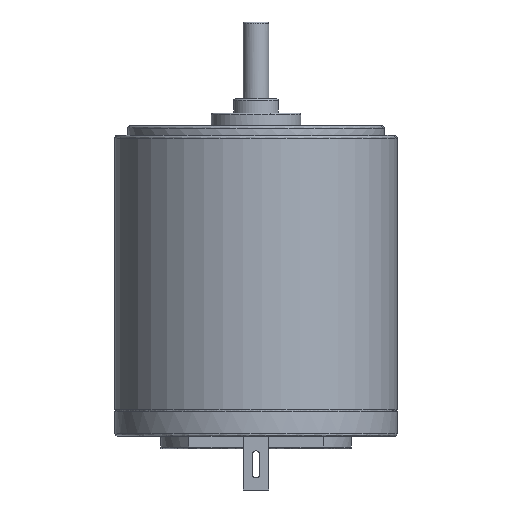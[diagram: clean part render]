
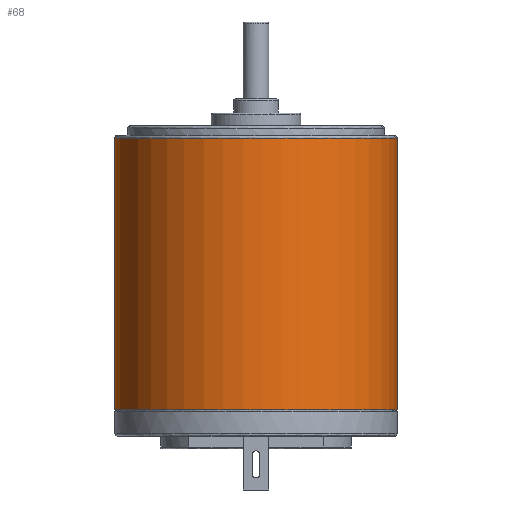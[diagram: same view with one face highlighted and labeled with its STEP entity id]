
A CAD part, front view. The second image highlights one B-rep face of the part: STEP entity #68.
In plain terms, the highlighted free-form (B-spline) face has degree [2, 1] with [5, 2] control points.
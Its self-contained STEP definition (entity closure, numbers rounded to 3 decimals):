
#68=ADVANCED_FACE('',(#151),#1007,.T.);
#151=FACE_OUTER_BOUND('',#244,.T.);
#244=EDGE_LOOP('',(#451,#452,#453,#454));
#451=ORIENTED_EDGE('',*,*,#754,.F.);
#452=ORIENTED_EDGE('',*,*,#750,.F.);
#453=ORIENTED_EDGE('',*,*,#753,.T.);
#454=ORIENTED_EDGE('',*,*,#752,.F.);
#750=EDGE_CURVE('',#911,#910,#1080,.T.);
#752=EDGE_CURVE('',#909,#912,#1081,.T.);
#753=EDGE_CURVE('',#911,#912,#1214,.T.);
#754=EDGE_CURVE('',#910,#909,#1215,.T.);
#909=VERTEX_POINT('',#2857);
#910=VERTEX_POINT('',#2858);
#911=VERTEX_POINT('',#2859);
#912=VERTEX_POINT('',#2860);
#1007=(
BOUNDED_SURFACE()
B_SPLINE_SURFACE(2,1,((#2436,#2437),(#2438,#2439),(#2440,#2441),(#2442,#2443),
(#2444,#2445)),.UNSPECIFIED.,.F.,.F.,.F.)
B_SPLINE_SURFACE_WITH_KNOTS((3,2,3),(2,2),(1.571,3.142,
4.712),(2.118,23.293),.UNSPECIFIED.)
GEOMETRIC_REPRESENTATION_ITEM()
RATIONAL_B_SPLINE_SURFACE(((1.,1.),(0.707,0.707),
(1.,1.),(0.707,0.707),(1.,1.)))
REPRESENTATION_ITEM('')
SURFACE()
);
#1080=B_SPLINE_CURVE_WITH_KNOTS('',1,(#1678,#1679),.UNSPECIFIED.,.F.,.F.,
(2,2),(-21.175,0.),.UNSPECIFIED.);
#1081=B_SPLINE_CURVE_WITH_KNOTS('',1,(#1685,#1686),.UNSPECIFIED.,.F.,.F.,
(2,2),(0.,21.175),.UNSPECIFIED.);
#1214=(
BOUNDED_CURVE()
B_SPLINE_CURVE(2,(#1687,#1688,#1689,#1690,#1691),.UNSPECIFIED.,.F.,.F.)
B_SPLINE_CURVE_WITH_KNOTS((3,2,3),(0.,17.279,34.558),
.UNSPECIFIED.)
CURVE()
GEOMETRIC_REPRESENTATION_ITEM()
RATIONAL_B_SPLINE_CURVE((1.,0.707,1.,0.707,1.))
REPRESENTATION_ITEM('')
);
#1215=(
BOUNDED_CURVE()
B_SPLINE_CURVE(2,(#1692,#1693,#1694,#1695,#1696),.UNSPECIFIED.,.F.,.F.)
B_SPLINE_CURVE_WITH_KNOTS((3,2,3),(-34.558,-17.279,0.),
.UNSPECIFIED.)
CURVE()
GEOMETRIC_REPRESENTATION_ITEM()
RATIONAL_B_SPLINE_CURVE((1.,0.707,1.,0.707,1.))
REPRESENTATION_ITEM('')
);
#1678=CARTESIAN_POINT('',(-11.,0.,-24.575));
#1679=CARTESIAN_POINT('',(-11.,0.,-3.4));
#1685=CARTESIAN_POINT('',(11.,0.,-3.4));
#1686=CARTESIAN_POINT('',(11.,0.,-24.575));
#1687=CARTESIAN_POINT('',(-11.,0.,-24.575));
#1688=CARTESIAN_POINT('',(-11.,-11.,-24.575));
#1689=CARTESIAN_POINT('',(0.,-11.,-24.575));
#1690=CARTESIAN_POINT('',(11.,-11.,-24.575));
#1691=CARTESIAN_POINT('',(11.,0.,-24.575));
#1692=CARTESIAN_POINT('',(-11.,0.,-3.4));
#1693=CARTESIAN_POINT('',(-11.,-11.,-3.4));
#1694=CARTESIAN_POINT('',(0.,-11.,-3.4));
#1695=CARTESIAN_POINT('',(11.,-11.,-3.4));
#1696=CARTESIAN_POINT('',(11.,0.,-3.4));
#2436=CARTESIAN_POINT('',(-11.,0.,-24.575));
#2437=CARTESIAN_POINT('',(-11.,0.,-3.4));
#2438=CARTESIAN_POINT('',(-11.,-11.,-24.575));
#2439=CARTESIAN_POINT('',(-11.,-11.,-3.4));
#2440=CARTESIAN_POINT('',(0.,-11.,-24.575));
#2441=CARTESIAN_POINT('',(0.,-11.,-3.4));
#2442=CARTESIAN_POINT('',(11.,-11.,-24.575));
#2443=CARTESIAN_POINT('',(11.,-11.,-3.4));
#2444=CARTESIAN_POINT('',(11.,0.,-24.575));
#2445=CARTESIAN_POINT('',(11.,0.,-3.4));
#2857=CARTESIAN_POINT('',(11.,0.,-3.4));
#2858=CARTESIAN_POINT('',(-11.,0.,-3.4));
#2859=CARTESIAN_POINT('',(-11.,0.,-24.575));
#2860=CARTESIAN_POINT('',(11.,0.,-24.575));
